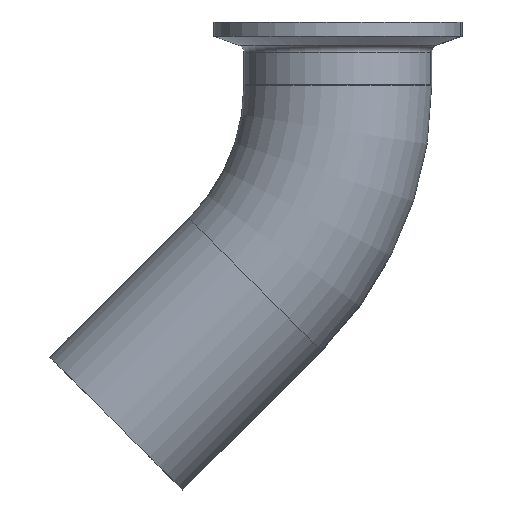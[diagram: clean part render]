
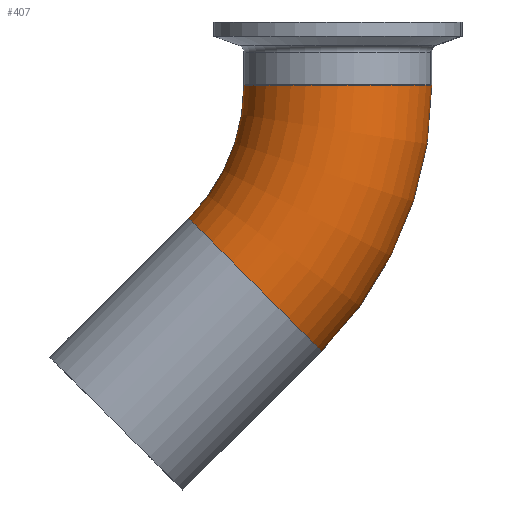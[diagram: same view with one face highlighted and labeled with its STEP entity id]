
A CAD part, front view. The second image highlights one B-rep face of the part: STEP entity #407.
In plain terms, the highlighted toroidal (fillet/blend) face has major radius 57.2 mm and minor radius 19.05 mm.
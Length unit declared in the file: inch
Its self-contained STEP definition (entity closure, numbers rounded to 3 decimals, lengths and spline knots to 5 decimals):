
#15 = CARTESIAN_POINT ( 'NONE',  ( 0., 0., 0. ) ) ;
#18 = TOROIDAL_SURFACE ( 'NONE', #1148, 2.25197, 0.75 ) ;
#51 = CARTESIAN_POINT ( 'NONE',  ( 0., 0., 0. ) ) ;
#58 = ORIENTED_EDGE ( 'NONE', *, *, #273, .T. ) ;
#90 = AXIS2_PLACEMENT_3D ( 'NONE', #15, #830, #394 ) ;
#98 = ORIENTED_EDGE ( 'NONE', *, *, #587, .F. ) ;
#136 = DIRECTION ( 'NONE',  ( -0.707, 0., -0.707 ) ) ;
#155 = CIRCLE ( 'NONE', #984, 3.00197 ) ;
#273 = EDGE_CURVE ( 'NONE', #889, #975, #155, .T. ) ;
#286 = EDGE_CURVE ( 'NONE', #1142, #890, #1034, .T. ) ;
#291 = CARTESIAN_POINT ( 'NONE',  ( 2.12271, 0., -2.12271 ) ) ;
#394 = DIRECTION ( 'NONE',  ( 0., 0., -1. ) ) ;
#407 = ADVANCED_FACE ( 'NONE', ( #606 ), #18, .T. ) ;
#434 = DIRECTION ( 'NONE',  ( 1., 0., 0. ) ) ;
#524 = CARTESIAN_POINT ( 'NONE',  ( 2.25197, 0., 0. ) ) ;
#587 = EDGE_CURVE ( 'NONE', #890, #975, #863, .T. ) ;
#606 = FACE_OUTER_BOUND ( 'NONE', #894, .T. ) ;
#644 = ORIENTED_EDGE ( 'NONE', *, *, #286, .F. ) ;
#673 = CIRCLE ( 'NONE', #1022, 0.75 ) ;
#682 = CARTESIAN_POINT ( 'NONE',  ( 1.59238, 0., -1.59238 ) ) ;
#732 = ORIENTED_EDGE ( 'NONE', *, *, #1080, .F. ) ;
#766 = DIRECTION ( 'NONE',  ( 0., 0., -1. ) ) ;
#830 = DIRECTION ( 'NONE',  ( 0., -1., 0. ) ) ;
#854 = DIRECTION ( 'NONE',  ( -0.707, 0., 0.707 ) ) ;
#863 = CIRCLE ( 'NONE', #967, 0.75 ) ;
#889 = VERTEX_POINT ( 'NONE', #291 ) ;
#890 = VERTEX_POINT ( 'NONE', #1053 ) ;
#894 = EDGE_LOOP ( 'NONE', ( #732, #58, #98, #644 ) ) ;
#932 = DIRECTION ( 'NONE',  ( 0., -1., 0. ) ) ;
#944 = CARTESIAN_POINT ( 'NONE',  ( 1.06205, 0., -1.06205 ) ) ;
#957 = CARTESIAN_POINT ( 'NONE',  ( 0., 0., 0. ) ) ;
#965 = DIRECTION ( 'NONE',  ( 0., 0., 1. ) ) ;
#967 = AXIS2_PLACEMENT_3D ( 'NONE', #524, #965, #434 ) ;
#975 = VERTEX_POINT ( 'NONE', #1050 ) ;
#984 = AXIS2_PLACEMENT_3D ( 'NONE', #957, #1153, #1119 ) ;
#1022 = AXIS2_PLACEMENT_3D ( 'NONE', #682, #136, #854 ) ;
#1034 = CIRCLE ( 'NONE', #90, 1.50197 ) ;
#1050 = CARTESIAN_POINT ( 'NONE',  ( 3.00197, 0., 0. ) ) ;
#1053 = CARTESIAN_POINT ( 'NONE',  ( 1.50197, 0., 0. ) ) ;
#1080 = EDGE_CURVE ( 'NONE', #889, #1142, #673, .T. ) ;
#1119 = DIRECTION ( 'NONE',  ( 0., 0., -1. ) ) ;
#1142 = VERTEX_POINT ( 'NONE', #944 ) ;
#1148 = AXIS2_PLACEMENT_3D ( 'NONE', #51, #932, #766 ) ;
#1153 = DIRECTION ( 'NONE',  ( 0., -1., 0. ) ) ;
